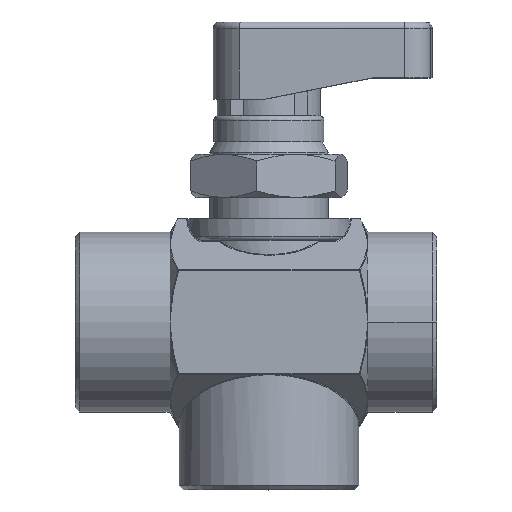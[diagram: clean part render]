
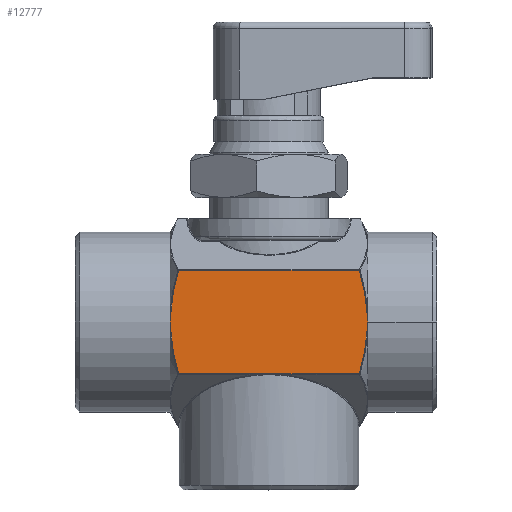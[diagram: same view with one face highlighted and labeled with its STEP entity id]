
A CAD part, top view. The second image highlights one B-rep face of the part: STEP entity #12777.
In plain terms, the highlighted planar face has unit normal (0, 0, 1).
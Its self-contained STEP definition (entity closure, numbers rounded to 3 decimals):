
#3795 = VECTOR ( 'NONE', #21214, 1000. ) ;
#3797 = LINE ( 'NONE', #21210, #3795 ) ;
#5124 = CARTESIAN_POINT ( 'NONE',  ( 11.413, -1.021, 10.5 ) ) ;
#5128 = CARTESIAN_POINT ( 'NONE',  ( 11.318, -2.719, 10.5 ) ) ;
#5131 = CARTESIAN_POINT ( 'NONE',  ( -11.5, -6.004, 10.5 ) ) ;
#5132 = CARTESIAN_POINT ( 'NONE',  ( 10.984, -4.374, 10.5 ) ) ;
#5133 = DIRECTION ( 'NONE',  ( 1., 0., 0. ) ) ;
#5134 = CARTESIAN_POINT ( 'NONE',  ( 11.433, -0.68, 10.5 ) ) ;
#5135 = CARTESIAN_POINT ( 'NONE',  ( 10.513, -6.004, 10.5 ) ) ;
#5136 = CARTESIAN_POINT ( 'NONE',  ( 11.413, -1.021, 10.5 ) ) ;
#5137 = CARTESIAN_POINT ( 'NONE',  ( 11.5, 0., 10.5 ) ) ;
#5138 = CARTESIAN_POINT ( 'NONE',  ( 11.467, 0.34, 10.5 ) ) ;
#5139 = CARTESIAN_POINT ( 'NONE',  ( 11.467, -0.34, 10.5 ) ) ;
#5140 = CARTESIAN_POINT ( 'NONE',  ( 11.5, 0., 10.5 ) ) ;
#5142 = CARTESIAN_POINT ( 'NONE',  ( 11.433, 0.68, 10.5 ) ) ;
#5143 = CARTESIAN_POINT ( 'NONE',  ( 11.413, 1.021, 10.5 ) ) ;
#5145 = CARTESIAN_POINT ( 'NONE',  ( -11.5, 6.062, 10.5 ) ) ;
#5146 = PLANE ( 'NONE',  #17122 ) ;
#5150 = DIRECTION ( 'NONE',  ( 0., 0., 1. ) ) ;
#5151 = DIRECTION ( 'NONE',  ( 1., 0., 0. ) ) ;
#6526 = CARTESIAN_POINT ( 'NONE',  ( 11.413, -1.021, 10.5 ) ) ;
#6528 = CARTESIAN_POINT ( 'NONE',  ( 10.513, -6.004, 10.5 ) ) ;
#6530 = CARTESIAN_POINT ( 'NONE',  ( -10.513, -6.004, 10.5 ) ) ;
#6532 = CARTESIAN_POINT ( 'NONE',  ( -11.413, -1.021, 10.5 ) ) ;
#6536 = CARTESIAN_POINT ( 'NONE',  ( -11.5, 0., 10.5 ) ) ;
#6537 = CARTESIAN_POINT ( 'NONE',  ( -11.413, 1.021, 10.5 ) ) ;
#6538 = CARTESIAN_POINT ( 'NONE',  ( -10.513, 6.004, 10.5 ) ) ;
#6556 = CARTESIAN_POINT ( 'NONE',  ( 11.413, 1.021, 10.5 ) ) ;
#6558 = CARTESIAN_POINT ( 'NONE',  ( 10.513, 6.004, 10.5 ) ) ;
#6704 = CARTESIAN_POINT ( 'NONE',  ( 11.5, 0., 10.5 ) ) ;
#9837 = EDGE_LOOP ( 'NONE', ( #19451, #19452, #19453, #19454, #19455, #19456, #19457, #19458, #19459, #19460 ) ) ;
#11250 = EDGE_CURVE ( 'NONE', #16245, #16244, #19051, .T. ) ;
#11251 = EDGE_CURVE ( 'NONE', #16244, #16243, #13169, .T. ) ;
#11252 = EDGE_CURVE ( 'NONE', #16243, #16339, #13170, .T. ) ;
#11253 = EDGE_CURVE ( 'NONE', #16339, #16260, #13171, .T. ) ;
#12777 = ADVANCED_FACE ( 'NONE', ( #19055 ), #5146, .T. ) ;
#13169 = B_SPLINE_CURVE_WITH_KNOTS ( 'NONE', 3,
 ( #5135, #5132, #5128, #5136 ),
 .UNSPECIFIED., .F., .F.,
 ( 4, 4 ),
 ( 0., 0.005 ),
 .UNSPECIFIED. ) ;
#13170 = B_SPLINE_CURVE_WITH_KNOTS ( 'NONE', 3,
 ( #5124, #5134, #5139, #5140 ),
 .UNSPECIFIED., .F., .F.,
 ( 4, 4 ),
 ( 0., 0.001 ),
 .UNSPECIFIED. ) ;
#13171 = B_SPLINE_CURVE_WITH_KNOTS ( 'NONE', 3,
 ( #5137, #5138, #5142, #5143 ),
 .UNSPECIFIED., .F., .F.,
 ( 4, 4 ),
 ( 0., 0.001 ),
 .UNSPECIFIED. ) ;
#14355 = EDGE_CURVE ( 'NONE', #16260, #16261, #21399, .T. ) ;
#14356 = EDGE_CURVE ( 'NONE', #16261, #16250, #3797, .T. ) ;
#14357 = EDGE_CURVE ( 'NONE', #16250, #16249, #21400, .T. ) ;
#14358 = EDGE_CURVE ( 'NONE', #16249, #16248, #21401, .T. ) ;
#14359 = EDGE_CURVE ( 'NONE', #16248, #16246, #21402, .T. ) ;
#14360 = EDGE_CURVE ( 'NONE', #16246, #16245, #21403, .T. ) ;
#16243 = VERTEX_POINT ( 'NONE', #6526 ) ;
#16244 = VERTEX_POINT ( 'NONE', #6528 ) ;
#16245 = VERTEX_POINT ( 'NONE', #6530 ) ;
#16246 = VERTEX_POINT ( 'NONE', #6532 ) ;
#16248 = VERTEX_POINT ( 'NONE', #6536 ) ;
#16249 = VERTEX_POINT ( 'NONE', #6537 ) ;
#16250 = VERTEX_POINT ( 'NONE', #6538 ) ;
#16260 = VERTEX_POINT ( 'NONE', #6556 ) ;
#16261 = VERTEX_POINT ( 'NONE', #6558 ) ;
#16339 = VERTEX_POINT ( 'NONE', #6704 ) ;
#17122 = AXIS2_PLACEMENT_3D ( 'NONE', #5145, #5150, #5151 ) ;
#19051 = LINE ( 'NONE', #5131, #19054 ) ;
#19054 = VECTOR ( 'NONE', #5133, 1000. ) ;
#19055 = FACE_OUTER_BOUND ( 'NONE', #9837, .T. ) ;
#19451 = ORIENTED_EDGE ( 'NONE', *, *, #14355, .T. ) ;
#19452 = ORIENTED_EDGE ( 'NONE', *, *, #14356, .T. ) ;
#19453 = ORIENTED_EDGE ( 'NONE', *, *, #14357, .T. ) ;
#19454 = ORIENTED_EDGE ( 'NONE', *, *, #14358, .T. ) ;
#19455 = ORIENTED_EDGE ( 'NONE', *, *, #14359, .T. ) ;
#19456 = ORIENTED_EDGE ( 'NONE', *, *, #14360, .T. ) ;
#19457 = ORIENTED_EDGE ( 'NONE', *, *, #11250, .T. ) ;
#19458 = ORIENTED_EDGE ( 'NONE', *, *, #11251, .T. ) ;
#19459 = ORIENTED_EDGE ( 'NONE', *, *, #11252, .T. ) ;
#19460 = ORIENTED_EDGE ( 'NONE', *, *, #11253, .T. ) ;
#21205 = CARTESIAN_POINT ( 'NONE',  ( 11.318, 2.719, 10.5 ) ) ;
#21206 = CARTESIAN_POINT ( 'NONE',  ( 11.413, 1.021, 10.5 ) ) ;
#21209 = CARTESIAN_POINT ( 'NONE',  ( -10.984, 4.374, 10.5 ) ) ;
#21210 = CARTESIAN_POINT ( 'NONE',  ( -11.5, 6.004, 10.5 ) ) ;
#21211 = CARTESIAN_POINT ( 'NONE',  ( -11.318, 2.719, 10.5 ) ) ;
#21212 = CARTESIAN_POINT ( 'NONE',  ( 10.984, 4.374, 10.5 ) ) ;
#21213 = CARTESIAN_POINT ( 'NONE',  ( 10.513, 6.004, 10.5 ) ) ;
#21214 = DIRECTION ( 'NONE',  ( -1., 0., 0. ) ) ;
#21215 = CARTESIAN_POINT ( 'NONE',  ( -11.413, 1.021, 10.5 ) ) ;
#21216 = CARTESIAN_POINT ( 'NONE',  ( -10.513, 6.004, 10.5 ) ) ;
#21217 = CARTESIAN_POINT ( 'NONE',  ( -11.433, 0.68, 10.5 ) ) ;
#21218 = CARTESIAN_POINT ( 'NONE',  ( -11.413, 1.021, 10.5 ) ) ;
#21219 = CARTESIAN_POINT ( 'NONE',  ( -11.5, 0., 10.5 ) ) ;
#21220 = CARTESIAN_POINT ( 'NONE',  ( -11.413, -1.021, 10.5 ) ) ;
#21221 = CARTESIAN_POINT ( 'NONE',  ( -11.467, -0.34, 10.5 ) ) ;
#21222 = CARTESIAN_POINT ( 'NONE',  ( -11.467, 0.34, 10.5 ) ) ;
#21223 = CARTESIAN_POINT ( 'NONE',  ( -11.5, 0., 10.5 ) ) ;
#21225 = CARTESIAN_POINT ( 'NONE',  ( -11.318, -2.719, 10.5 ) ) ;
#21226 = CARTESIAN_POINT ( 'NONE',  ( -11.433, -0.68, 10.5 ) ) ;
#21227 = CARTESIAN_POINT ( 'NONE',  ( -11.413, -1.021, 10.5 ) ) ;
#21229 = CARTESIAN_POINT ( 'NONE',  ( -10.984, -4.374, 10.5 ) ) ;
#21230 = CARTESIAN_POINT ( 'NONE',  ( -10.513, -6.004, 10.5 ) ) ;
#21399 = B_SPLINE_CURVE_WITH_KNOTS ( 'NONE', 3,
 ( #21206, #21205, #21212, #21213 ),
 .UNSPECIFIED., .F., .F.,
 ( 4, 4 ),
 ( 0., 0.005 ),
 .UNSPECIFIED. ) ;
#21400 = B_SPLINE_CURVE_WITH_KNOTS ( 'NONE', 3,
 ( #21216, #21209, #21211, #21218 ),
 .UNSPECIFIED., .F., .F.,
 ( 4, 4 ),
 ( 0., 0.005 ),
 .UNSPECIFIED. ) ;
#21401 = B_SPLINE_CURVE_WITH_KNOTS ( 'NONE', 3,
 ( #21215, #21217, #21222, #21223 ),
 .UNSPECIFIED., .F., .F.,
 ( 4, 4 ),
 ( 0., 0.001 ),
 .UNSPECIFIED. ) ;
#21402 = B_SPLINE_CURVE_WITH_KNOTS ( 'NONE', 3,
 ( #21219, #21221, #21226, #21227 ),
 .UNSPECIFIED., .F., .F.,
 ( 4, 4 ),
 ( 0., 0.001 ),
 .UNSPECIFIED. ) ;
#21403 = B_SPLINE_CURVE_WITH_KNOTS ( 'NONE', 3,
 ( #21220, #21225, #21229, #21230 ),
 .UNSPECIFIED., .F., .F.,
 ( 4, 4 ),
 ( 0., 0.005 ),
 .UNSPECIFIED. ) ;
